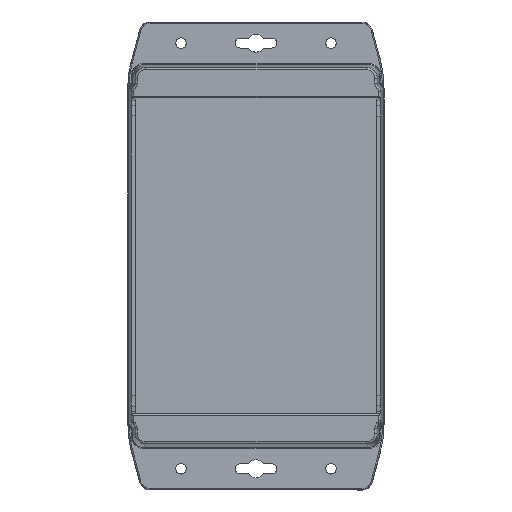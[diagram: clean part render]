
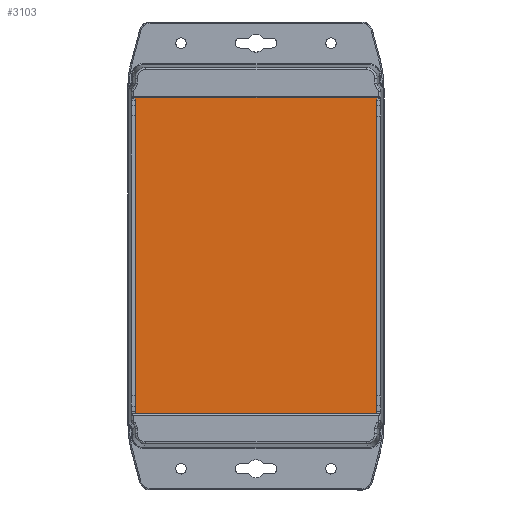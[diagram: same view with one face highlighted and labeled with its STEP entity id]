
A CAD part, top view. The second image highlights one B-rep face of the part: STEP entity #3103.
In plain terms, the highlighted planar face has unit normal (0, 0, 1).
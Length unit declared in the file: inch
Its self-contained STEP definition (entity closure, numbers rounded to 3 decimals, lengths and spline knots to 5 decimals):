
#42 = VERTEX_POINT ( 'NONE', #14021 ) ;
#68 = LINE ( 'NONE', #45083, #32505 ) ;
#963 = ORIENTED_EDGE ( 'NONE', *, *, #4633, .F. ) ;
#990 = CARTESIAN_POINT ( 'NONE',  ( 1.30132, -0.23926, 1.79134 ) ) ;
#994 = ORIENTED_EDGE ( 'NONE', *, *, #5317, .F. ) ;
#3048 = CARTESIAN_POINT ( 'NONE',  ( 1.30132, -0.23926, 1.79134 ) ) ;
#3103 = ADVANCED_FACE ( 'NONE', ( #9283 ), #43659, .F. ) ;
#4232 = LINE ( 'NONE', #990, #14430 ) ;
#4633 = EDGE_CURVE ( 'NONE', #42, #24867, #14987, .T. ) ;
#5317 = EDGE_CURVE ( 'NONE', #44283, #42, #34863, .T. ) ;
#6549 = DIRECTION ( 'NONE',  ( 0., -1., 0. ) ) ;
#6886 = VECTOR ( 'NONE', #30542, 39.37008 ) ;
#7815 = VECTOR ( 'NONE', #30932, 39.37008 ) ;
#9283 = FACE_OUTER_BOUND ( 'NONE', #40541, .T. ) ;
#10210 = DIRECTION ( 'NONE',  ( 0., 1., 0. ) ) ;
#10299 = ORIENTED_EDGE ( 'NONE', *, *, #15723, .F. ) ;
#11808 = AXIS2_PLACEMENT_3D ( 'NONE', #12079, #26366, #30284 ) ;
#11890 = LINE ( 'NONE', #15344, #24002 ) ;
#12079 = CARTESIAN_POINT ( 'NONE',  ( -0.93844, -3.16973, 1.79134 ) ) ;
#13963 = LINE ( 'NONE', #28037, #14688 ) ;
#14021 = CARTESIAN_POINT ( 'NONE',  ( -3.17821, -6.06083, 1.79134 ) ) ;
#14430 = VECTOR ( 'NONE', #36284, 39.37008 ) ;
#14688 = VECTOR ( 'NONE', #25254, 39.37008 ) ;
#14987 = LINE ( 'NONE', #42417, #22932 ) ;
#15344 = CARTESIAN_POINT ( 'NONE',  ( -0.93844, -6.1002, 1.79134 ) ) ;
#15529 = CARTESIAN_POINT ( 'NONE',  ( 1.30132, -6.1002, 1.79134 ) ) ;
#15723 = EDGE_CURVE ( 'NONE', #37512, #30540, #68, .T. ) ;
#15964 = ORIENTED_EDGE ( 'NONE', *, *, #31618, .T. ) ;
#16495 = LINE ( 'NONE', #40694, #6886 ) ;
#16982 = ORIENTED_EDGE ( 'NONE', *, *, #35468, .F. ) ;
#18753 = ORIENTED_EDGE ( 'NONE', *, *, #20657, .F. ) ;
#19224 = CARTESIAN_POINT ( 'NONE',  ( -3.17821, -6.1002, 1.79134 ) ) ;
#20657 = EDGE_CURVE ( 'NONE', #45684, #37512, #13963, .T. ) ;
#20976 = DIRECTION ( 'NONE',  ( 0., 1., 0. ) ) ;
#22932 = VECTOR ( 'NONE', #20976, 39.37008 ) ;
#23198 = VERTEX_POINT ( 'NONE', #27515 ) ;
#24002 = VECTOR ( 'NONE', #40000, 39.37008 ) ;
#24867 = VERTEX_POINT ( 'NONE', #28150 ) ;
#25254 = DIRECTION ( 'NONE',  ( 0., -1., 0. ) ) ;
#26366 = DIRECTION ( 'NONE',  ( 0., 0., -1. ) ) ;
#27295 = CARTESIAN_POINT ( 'NONE',  ( -3.17821, -6.1002, 1.79134 ) ) ;
#27476 = LINE ( 'NONE', #45432, #7815 ) ;
#27515 = CARTESIAN_POINT ( 'NONE',  ( -3.17821, -0.23926, 1.79134 ) ) ;
#28037 = CARTESIAN_POINT ( 'NONE',  ( 1.30132, -3.16973, 1.79134 ) ) ;
#28150 = CARTESIAN_POINT ( 'NONE',  ( -3.17821, -0.27863, 1.79134 ) ) ;
#30284 = DIRECTION ( 'NONE',  ( 1., 0., 0. ) ) ;
#30540 = VERTEX_POINT ( 'NONE', #15529 ) ;
#30542 = DIRECTION ( 'NONE',  ( 0., -1., 0. ) ) ;
#30932 = DIRECTION ( 'NONE',  ( 1., 0., 0. ) ) ;
#31618 = EDGE_CURVE ( 'NONE', #23198, #24867, #16495, .T. ) ;
#31703 = VERTEX_POINT ( 'NONE', #3048 ) ;
#32505 = VECTOR ( 'NONE', #6549, 39.37008 ) ;
#33520 = ORIENTED_EDGE ( 'NONE', *, *, #34090, .T. ) ;
#34090 = EDGE_CURVE ( 'NONE', #45684, #31703, #4232, .T. ) ;
#34276 = EDGE_CURVE ( 'NONE', #30540, #44283, #11890, .T. ) ;
#34595 = VECTOR ( 'NONE', #10210, 39.37008 ) ;
#34863 = LINE ( 'NONE', #27295, #34595 ) ;
#35468 = EDGE_CURVE ( 'NONE', #23198, #31703, #27476, .T. ) ;
#35941 = CARTESIAN_POINT ( 'NONE',  ( 1.30132, -0.27863, 1.79134 ) ) ;
#36284 = DIRECTION ( 'NONE',  ( 0., 1., 0. ) ) ;
#37512 = VERTEX_POINT ( 'NONE', #39342 ) ;
#39342 = CARTESIAN_POINT ( 'NONE',  ( 1.30132, -6.06083, 1.79134 ) ) ;
#40000 = DIRECTION ( 'NONE',  ( -1., 0., 0. ) ) ;
#40541 = EDGE_LOOP ( 'NONE', ( #44908, #10299, #18753, #33520, #16982, #15964, #963, #994 ) ) ;
#40694 = CARTESIAN_POINT ( 'NONE',  ( -3.17821, -0.23926, 1.79134 ) ) ;
#42417 = CARTESIAN_POINT ( 'NONE',  ( -3.17821, -3.16973, 1.79134 ) ) ;
#43659 = PLANE ( 'NONE',  #11808 ) ;
#44283 = VERTEX_POINT ( 'NONE', #19224 ) ;
#44908 = ORIENTED_EDGE ( 'NONE', *, *, #34276, .F. ) ;
#45083 = CARTESIAN_POINT ( 'NONE',  ( 1.30132, -6.1002, 1.79134 ) ) ;
#45432 = CARTESIAN_POINT ( 'NONE',  ( -0.93844, -0.23926, 1.79134 ) ) ;
#45684 = VERTEX_POINT ( 'NONE', #35941 ) ;
